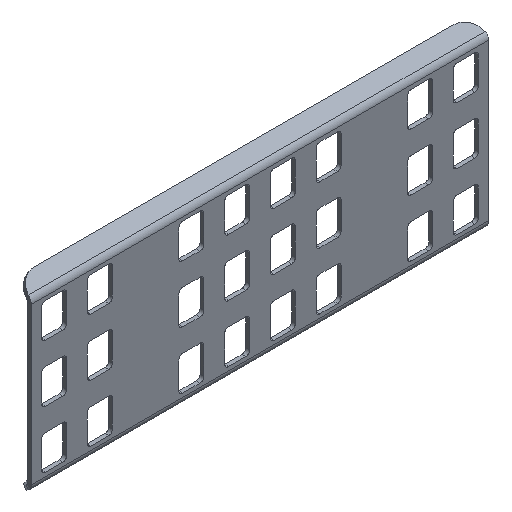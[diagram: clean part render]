
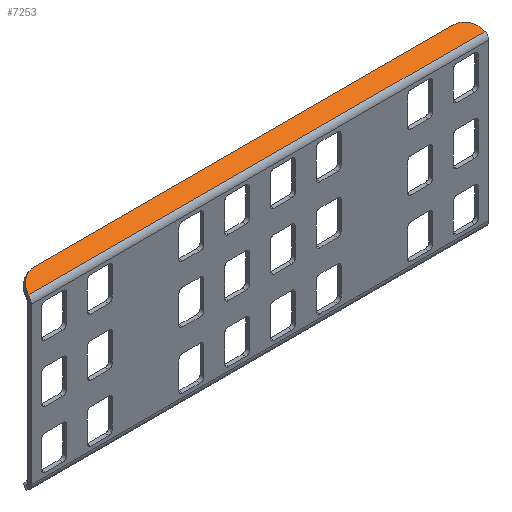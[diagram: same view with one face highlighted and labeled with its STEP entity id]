
A CAD part, isometric view. The second image highlights one B-rep face of the part: STEP entity #7253.
In plain terms, the highlighted planar face has unit normal (0, -0.574, 0.819).
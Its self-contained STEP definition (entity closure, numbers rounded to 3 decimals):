
#2630=CARTESIAN_POINT('',(-59.906,1.053,22.138));
#2632=DIRECTION('',(1.,0.,0.));
#2633=VECTOR('',#2632,119.811);
#2634=CARTESIAN_POINT('',(-59.906,1.053,22.138));
#2635=LINE('',#2634,#2633);
#2636=CARTESIAN_POINT('',(59.906,1.053,22.138));
#2669=CARTESIAN_POINT('',(-55.,0.261,21.584));
#2670=DIRECTION('',(0.,0.574,-0.819));
#2671=DIRECTION('',(-0.981,0.158,0.111));
#2672=AXIS2_PLACEMENT_3D('',#2669,#2670,#2671);
#2674=CARTESIAN_POINT('',(55.,0.261,21.584));
#2675=DIRECTION('',(0.,0.574,-0.819));
#2676=DIRECTION('',(0.,0.819,0.574));
#2677=AXIS2_PLACEMENT_3D('',#2674,#2675,#2676);
#2687=DIRECTION('',(-1.,0.,0.));
#2688=VECTOR('',#2687,110.);
#2689=CARTESIAN_POINT('',(55.,4.357,24.452));
#2690=LINE('',#2689,#2688);
#3213=VERTEX_POINT('',#2630);
#3214=VERTEX_POINT('',#2636);
#3249=CARTESIAN_POINT('',(55.,4.357,24.452));
#3250=VERTEX_POINT('',#3249);
#3269=CARTESIAN_POINT('',(-55.,4.357,24.452));
#3270=VERTEX_POINT('',#3269);
#7241=CARTESIAN_POINT('',(0.,-16.941,9.539));
#7242=DIRECTION('',(0.,0.574,-0.819));
#7243=DIRECTION('',(0.,0.819,0.574));
#7244=AXIS2_PLACEMENT_3D('',#7241,#7242,#7243);
#7245=PLANE('',#7244);
#7246=ORIENTED_EDGE('',*,*,#7108,.F.);
#7247=ORIENTED_EDGE('',*,*,#7166,.T.);
#7249=ORIENTED_EDGE('',*,*,#7248,.F.);
#7250=ORIENTED_EDGE('',*,*,#7194,.T.);
#7251=EDGE_LOOP('',(#7246,#7247,#7249,#7250));
#7252=FACE_OUTER_BOUND('',#7251,.F.);
#7253=ADVANCED_FACE('',(#7252),#7245,.F.);
#2673=CIRCLE('',#2672,5.);
#2678=CIRCLE('',#2677,5.);
#7108=EDGE_CURVE('',#3213,#3214,#2635,.T.);
#7166=EDGE_CURVE('',#3213,#3270,#2673,.T.);
#7194=EDGE_CURVE('',#3250,#3214,#2678,.T.);
#7248=EDGE_CURVE('',#3250,#3270,#2690,.T.);
